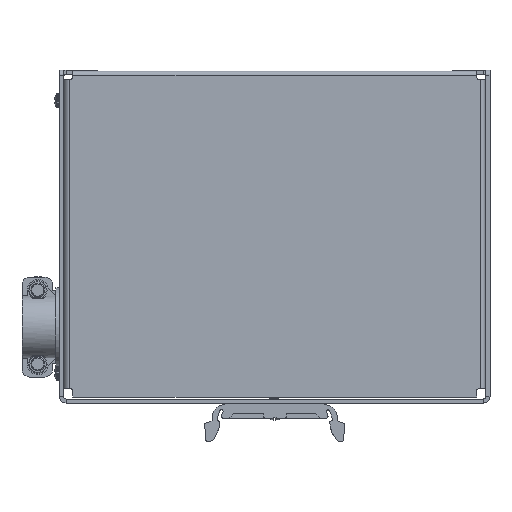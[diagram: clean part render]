
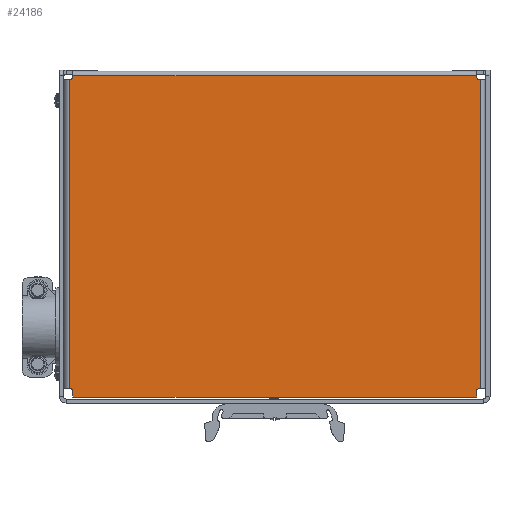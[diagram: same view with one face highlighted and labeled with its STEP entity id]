
A CAD part, left-side view. The second image highlights one B-rep face of the part: STEP entity #24186.
In plain terms, the highlighted face is planar.
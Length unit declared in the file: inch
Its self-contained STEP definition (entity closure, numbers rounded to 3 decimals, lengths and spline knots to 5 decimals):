
#80 = DIRECTION ( 'NONE',  ( 0., -1., 0. ) ) ;
#138 = CARTESIAN_POINT ( 'NONE',  ( -2.432, -0.024, 1.8275 ) ) ;
#425 = EDGE_CURVE ( 'NONE', #21969, #13943, #3887, .T. ) ;
#519 = LINE ( 'NONE', #2638, #18638 ) ;
#590 = ORIENTED_EDGE ( 'NONE', *, *, #21496, .F. ) ;
#621 = AXIS2_PLACEMENT_3D ( 'NONE', #16206, #12378, #17972 ) ;
#864 = VERTEX_POINT ( 'NONE', #24666 ) ;
#1039 = EDGE_CURVE ( 'NONE', #6729, #21969, #3506, .T. ) ;
#1639 = DIRECTION ( 'NONE',  ( 0., 0., 1. ) ) ;
#1720 = CARTESIAN_POINT ( 'NONE',  ( -2.49, -0.024, -1.8325 ) ) ;
#1785 = EDGE_CURVE ( 'NONE', #8179, #7608, #16937, .T. ) ;
#1982 = CARTESIAN_POINT ( 'NONE',  ( -2.42, -0.024, -1.8625 ) ) ;
#2190 = LINE ( 'NONE', #7559, #10279 ) ;
#2295 = ORIENTED_EDGE ( 'NONE', *, *, #13561, .F. ) ;
#2308 = LINE ( 'NONE', #21690, #22193 ) ;
#2420 = VECTOR ( 'NONE', #6229, 39.37008 ) ;
#2473 = VERTEX_POINT ( 'NONE', #13494 ) ;
#2627 = ORIENTED_EDGE ( 'NONE', *, *, #12013, .F. ) ;
#2638 = CARTESIAN_POINT ( 'NONE',  ( 2.432, -0.024, 1.8275 ) ) ;
#3240 = ORIENTED_EDGE ( 'NONE', *, *, #17099, .F. ) ;
#3243 = VECTOR ( 'NONE', #4768, 39.37008 ) ;
#3381 = CARTESIAN_POINT ( 'NONE',  ( 2.39, -0.024, 1.8575 ) ) ;
#3403 = CARTESIAN_POINT ( 'NONE',  ( -2.42, -0.024, -1.8325 ) ) ;
#3506 = CIRCLE ( 'NONE', #11861, 0.03 ) ;
#3637 = EDGE_LOOP ( 'NONE', ( #7756, #6274, #6173, #14696, #17639, #3240, #590, #17574, #7852, #11798, #21940, #4360, #12833, #14013, #2627, #22876, #2295, #4372 ) ) ;
#3887 = LINE ( 'NONE', #18664, #24170 ) ;
#4176 = CARTESIAN_POINT ( 'NONE',  ( -2.39, -0.024, 1.9275 ) ) ;
#4252 = CARTESIAN_POINT ( 'NONE',  ( 2.42, -0.024, -1.8625 ) ) ;
#4319 = CARTESIAN_POINT ( 'NONE',  ( 2.39, -0.024, 1.8575 ) ) ;
#4349 = DIRECTION ( 'NONE',  ( 1., 0., 0. ) ) ;
#4360 = ORIENTED_EDGE ( 'NONE', *, *, #7784, .F. ) ;
#4372 = ORIENTED_EDGE ( 'NONE', *, *, #9802, .F. ) ;
#4619 = CARTESIAN_POINT ( 'NONE',  ( -2.42, -0.024, 1.8275 ) ) ;
#4768 = DIRECTION ( 'NONE',  ( 0., 0., 1. ) ) ;
#5580 = DIRECTION ( 'NONE',  ( 0., 0., -1. ) ) ;
#5663 = CARTESIAN_POINT ( 'NONE',  ( 2.39, -0.024, -1.8625 ) ) ;
#5699 = PLANE ( 'NONE',  #12617 ) ;
#5844 = CARTESIAN_POINT ( 'NONE',  ( -2.39, -0.024, 1.9275 ) ) ;
#6173 = ORIENTED_EDGE ( 'NONE', *, *, #9808, .T. ) ;
#6229 = DIRECTION ( 'NONE',  ( 1., 0., 0. ) ) ;
#6274 = ORIENTED_EDGE ( 'NONE', *, *, #15405, .F. ) ;
#6464 = DIRECTION ( 'NONE',  ( 0., -1., 0. ) ) ;
#6729 = VERTEX_POINT ( 'NONE', #4619 ) ;
#7402 = VECTOR ( 'NONE', #22079, 39.37008 ) ;
#7453 = VECTOR ( 'NONE', #18065, 39.37008 ) ;
#7559 = CARTESIAN_POINT ( 'NONE',  ( -2.432, -0.024, -1.8325 ) ) ;
#7571 = DIRECTION ( 'NONE',  ( 1., 0., 0. ) ) ;
#7608 = VERTEX_POINT ( 'NONE', #14102 ) ;
#7710 = LINE ( 'NONE', #22893, #7402 ) ;
#7756 = ORIENTED_EDGE ( 'NONE', *, *, #10529, .F. ) ;
#7784 = EDGE_CURVE ( 'NONE', #13943, #16285, #11932, .T. ) ;
#7852 = ORIENTED_EDGE ( 'NONE', *, *, #14806, .F. ) ;
#8179 = VERTEX_POINT ( 'NONE', #10164 ) ;
#8443 = DIRECTION ( 'NONE',  ( 0., 0., -1. ) ) ;
#8477 = DIRECTION ( 'NONE',  ( 0., 0., 1. ) ) ;
#8492 = DIRECTION ( 'NONE',  ( 0., 0., -1. ) ) ;
#8601 = CIRCLE ( 'NONE', #12146, 0.03 ) ;
#8821 = CARTESIAN_POINT ( 'NONE',  ( -2.42, -0.024, 1.8575 ) ) ;
#8941 = VERTEX_POINT ( 'NONE', #12954 ) ;
#9073 = VERTEX_POINT ( 'NONE', #138 ) ;
#9291 = LINE ( 'NONE', #5663, #22371 ) ;
#9529 = CARTESIAN_POINT ( 'NONE',  ( 2.39, -0.024, 1.9275 ) ) ;
#9534 = VECTOR ( 'NONE', #13211, 39.37008 ) ;
#9802 = EDGE_CURVE ( 'NONE', #14251, #11561, #8601, .T. ) ;
#9808 = EDGE_CURVE ( 'NONE', #8941, #13074, #7710, .T. ) ;
#9859 = CIRCLE ( 'NONE', #14964, 0.03 ) ;
#10148 = DIRECTION ( 'NONE',  ( -1., 0., 0. ) ) ;
#10164 = CARTESIAN_POINT ( 'NONE',  ( 2.3925, -0.024, -1.8505 ) ) ;
#10213 = DIRECTION ( 'NONE',  ( 0., -1., 0. ) ) ;
#10279 = VECTOR ( 'NONE', #18826, 39.37008 ) ;
#10391 = VERTEX_POINT ( 'NONE', #13120 ) ;
#10529 = EDGE_CURVE ( 'NONE', #864, #14251, #14575, .T. ) ;
#11192 = EDGE_CURVE ( 'NONE', #14022, #9073, #2190, .T. ) ;
#11378 = VECTOR ( 'NONE', #7571, 39.37008 ) ;
#11561 = VERTEX_POINT ( 'NONE', #3403 ) ;
#11768 = LINE ( 'NONE', #4319, #17226 ) ;
#11798 = ORIENTED_EDGE ( 'NONE', *, *, #23255, .F. ) ;
#11861 = AXIS2_PLACEMENT_3D ( 'NONE', #8821, #6464, #8443 ) ;
#11932 = LINE ( 'NONE', #5844, #22643 ) ;
#12013 = EDGE_CURVE ( 'NONE', #9073, #6729, #21269, .T. ) ;
#12146 = AXIS2_PLACEMENT_3D ( 'NONE', #1982, #80, #5580 ) ;
#12378 = DIRECTION ( 'NONE',  ( 0., -1., 0. ) ) ;
#12607 = CARTESIAN_POINT ( 'NONE',  ( -2.432, -0.024, -1.8325 ) ) ;
#12617 = AXIS2_PLACEMENT_3D ( 'NONE', #13266, #17368, #18991 ) ;
#12801 = VERTEX_POINT ( 'NONE', #3381 ) ;
#12833 = ORIENTED_EDGE ( 'NONE', *, *, #425, .F. ) ;
#12923 = CIRCLE ( 'NONE', #621, 0.03 ) ;
#12954 = CARTESIAN_POINT ( 'NONE',  ( -2.39, -0.024, -1.8745 ) ) ;
#13045 = VERTEX_POINT ( 'NONE', #19766 ) ;
#13074 = VERTEX_POINT ( 'NONE', #19406 ) ;
#13120 = CARTESIAN_POINT ( 'NONE',  ( 2.42, -0.024, -1.8325 ) ) ;
#13211 = DIRECTION ( 'NONE',  ( -1., 0., 0. ) ) ;
#13266 = CARTESIAN_POINT ( 'NONE',  ( 2.42, -0.024, -1.8625 ) ) ;
#13494 = CARTESIAN_POINT ( 'NONE',  ( 2.42, -0.024, 1.8275 ) ) ;
#13561 = EDGE_CURVE ( 'NONE', #11561, #14022, #16747, .T. ) ;
#13607 = DIRECTION ( 'NONE',  ( 0., 0., -1. ) ) ;
#13866 = DIRECTION ( 'NONE',  ( 0., 0., -1. ) ) ;
#13943 = VERTEX_POINT ( 'NONE', #4176 ) ;
#14013 = ORIENTED_EDGE ( 'NONE', *, *, #1039, .F. ) ;
#14022 = VERTEX_POINT ( 'NONE', #12607 ) ;
#14102 = CARTESIAN_POINT ( 'NONE',  ( 2.39, -0.024, -1.8505 ) ) ;
#14251 = VERTEX_POINT ( 'NONE', #21400 ) ;
#14451 = CARTESIAN_POINT ( 'NONE',  ( 2.42, -0.024, -1.8505 ) ) ;
#14575 = LINE ( 'NONE', #14451, #7453 ) ;
#14696 = ORIENTED_EDGE ( 'NONE', *, *, #21303, .F. ) ;
#14806 = EDGE_CURVE ( 'NONE', #2473, #13045, #15103, .T. ) ;
#14964 = AXIS2_PLACEMENT_3D ( 'NONE', #4252, #10213, #8477 ) ;
#15103 = LINE ( 'NONE', #19213, #11378 ) ;
#15405 = EDGE_CURVE ( 'NONE', #8941, #864, #18416, .T. ) ;
#16168 = VECTOR ( 'NONE', #17125, 39.37008 ) ;
#16206 = CARTESIAN_POINT ( 'NONE',  ( 2.42, -0.024, 1.8575 ) ) ;
#16276 = CARTESIAN_POINT ( 'NONE',  ( -2.39, -0.024, -1.8625 ) ) ;
#16285 = VERTEX_POINT ( 'NONE', #9529 ) ;
#16747 = LINE ( 'NONE', #1720, #16168 ) ;
#16937 = LINE ( 'NONE', #24597, #9534 ) ;
#17099 = EDGE_CURVE ( 'NONE', #10391, #8179, #9859, .T. ) ;
#17125 = DIRECTION ( 'NONE',  ( -1., 0., 0. ) ) ;
#17226 = VECTOR ( 'NONE', #13866, 39.37008 ) ;
#17368 = DIRECTION ( 'NONE',  ( 0., 1., 0. ) ) ;
#17574 = ORIENTED_EDGE ( 'NONE', *, *, #21727, .F. ) ;
#17639 = ORIENTED_EDGE ( 'NONE', *, *, #1785, .F. ) ;
#17768 = CARTESIAN_POINT ( 'NONE',  ( -2.42, -0.024, 1.8275 ) ) ;
#17972 = DIRECTION ( 'NONE',  ( 0., 0., -1. ) ) ;
#18065 = DIRECTION ( 'NONE',  ( -1., 0., 0. ) ) ;
#18416 = LINE ( 'NONE', #16276, #3243 ) ;
#18638 = VECTOR ( 'NONE', #8492, 39.37008 ) ;
#18664 = CARTESIAN_POINT ( 'NONE',  ( -2.39, -0.024, 1.9275 ) ) ;
#18826 = DIRECTION ( 'NONE',  ( 0., 0., 1. ) ) ;
#18880 = EDGE_CURVE ( 'NONE', #16285, #12801, #11768, .T. ) ;
#18991 = DIRECTION ( 'NONE',  ( 0., 0., 1. ) ) ;
#19213 = CARTESIAN_POINT ( 'NONE',  ( 2.49, -0.024, 1.8275 ) ) ;
#19406 = CARTESIAN_POINT ( 'NONE',  ( 2.39, -0.024, -1.8745 ) ) ;
#19766 = CARTESIAN_POINT ( 'NONE',  ( 2.432, -0.024, 1.8275 ) ) ;
#19976 = CARTESIAN_POINT ( 'NONE',  ( -2.39, -0.024, 1.8575 ) ) ;
#21269 = LINE ( 'NONE', #17768, #2420 ) ;
#21303 = EDGE_CURVE ( 'NONE', #7608, #13074, #9291, .T. ) ;
#21400 = CARTESIAN_POINT ( 'NONE',  ( -2.3925, -0.024, -1.8505 ) ) ;
#21496 = EDGE_CURVE ( 'NONE', #21651, #10391, #2308, .T. ) ;
#21651 = VERTEX_POINT ( 'NONE', #22963 ) ;
#21690 = CARTESIAN_POINT ( 'NONE',  ( 2.49, -0.024, -1.8325 ) ) ;
#21727 = EDGE_CURVE ( 'NONE', #13045, #21651, #519, .T. ) ;
#21940 = ORIENTED_EDGE ( 'NONE', *, *, #18880, .F. ) ;
#21969 = VERTEX_POINT ( 'NONE', #19976 ) ;
#22079 = DIRECTION ( 'NONE',  ( 1., 0., 0. ) ) ;
#22193 = VECTOR ( 'NONE', #10148, 39.37008 ) ;
#22371 = VECTOR ( 'NONE', #13607, 39.37008 ) ;
#22643 = VECTOR ( 'NONE', #4349, 39.37008 ) ;
#22876 = ORIENTED_EDGE ( 'NONE', *, *, #11192, .F. ) ;
#22893 = CARTESIAN_POINT ( 'NONE',  ( -2.39, -0.024, -1.8745 ) ) ;
#22963 = CARTESIAN_POINT ( 'NONE',  ( 2.432, -0.024, -1.8325 ) ) ;
#23255 = EDGE_CURVE ( 'NONE', #12801, #2473, #12923, .T. ) ;
#24170 = VECTOR ( 'NONE', #1639, 39.37008 ) ;
#24186 = ADVANCED_FACE ( 'NONE', ( #24652 ), #5699, .F. ) ;
#24597 = CARTESIAN_POINT ( 'NONE',  ( 2.42, -0.024, -1.8505 ) ) ;
#24652 = FACE_OUTER_BOUND ( 'NONE', #3637, .T. ) ;
#24666 = CARTESIAN_POINT ( 'NONE',  ( -2.39, -0.024, -1.8505 ) ) ;
